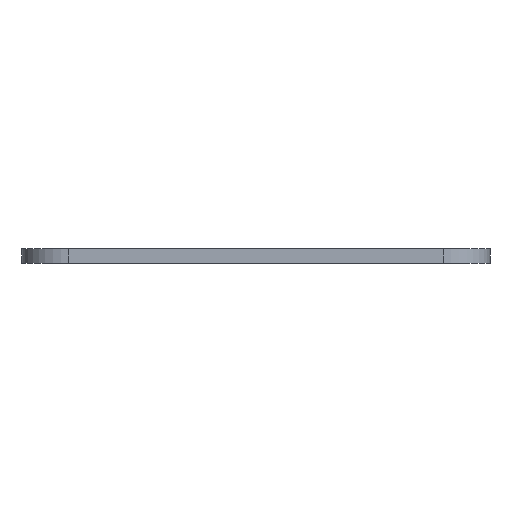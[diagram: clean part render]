
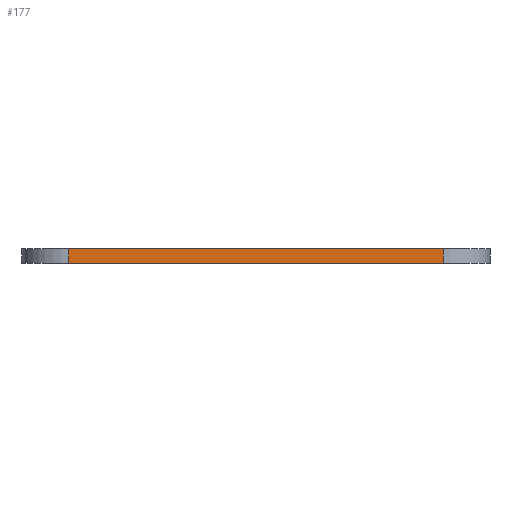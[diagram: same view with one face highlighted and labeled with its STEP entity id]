
A CAD part, left-side view. The second image highlights one B-rep face of the part: STEP entity #177.
In plain terms, the highlighted planar face has unit normal (-1, 0, 0).
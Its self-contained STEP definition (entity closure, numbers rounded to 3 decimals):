
#19 = DIRECTION ( 'NONE',  ( 0., 0., -1. ) ) ;
#31 = CARTESIAN_POINT ( 'NONE',  ( -85., 40., 0. ) ) ;
#36 = DIRECTION ( 'NONE',  ( 0., -1., 0. ) ) ;
#116 = PLANE ( 'NONE',  #914 ) ;
#150 = VERTEX_POINT ( 'NONE', #741 ) ;
#173 = DIRECTION ( 'NONE',  ( 0., 1., 0. ) ) ;
#177 = ADVANCED_FACE ( 'NONE', ( #553 ), #116, .F. ) ;
#199 = EDGE_CURVE ( 'NONE', #994, #1132, #1143, .T. ) ;
#242 = CARTESIAN_POINT ( 'NONE',  ( -85., -40., 3. ) ) ;
#248 = DIRECTION ( 'NONE',  ( 0., 0., -1. ) ) ;
#268 = DIRECTION ( 'NONE',  ( 0., -1., 0. ) ) ;
#290 = VECTOR ( 'NONE', #36, 1000. ) ;
#293 = CARTESIAN_POINT ( 'NONE',  ( -85., -40., 3. ) ) ;
#295 = EDGE_CURVE ( 'NONE', #1132, #597, #345, .T. ) ;
#298 = DIRECTION ( 'NONE',  ( 1., 0., 0. ) ) ;
#345 = LINE ( 'NONE', #242, #1119 ) ;
#480 = CARTESIAN_POINT ( 'NONE',  ( -85., 40., 3. ) ) ;
#553 = FACE_OUTER_BOUND ( 'NONE', #1048, .T. ) ;
#566 = CARTESIAN_POINT ( 'NONE',  ( -85., 40., 3. ) ) ;
#569 = VECTOR ( 'NONE', #19, 1000. ) ;
#596 = ORIENTED_EDGE ( 'NONE', *, *, #295, .F. ) ;
#597 = VERTEX_POINT ( 'NONE', #840 ) ;
#621 = CARTESIAN_POINT ( 'NONE',  ( -85., 40., 3. ) ) ;
#670 = VECTOR ( 'NONE', #268, 1000. ) ;
#731 = CARTESIAN_POINT ( 'NONE',  ( -85., 40., 3. ) ) ;
#741 = CARTESIAN_POINT ( 'NONE',  ( -85., 40., 0. ) ) ;
#758 = LINE ( 'NONE', #480, #569 ) ;
#771 = EDGE_CURVE ( 'NONE', #994, #150, #758, .T. ) ;
#778 = ORIENTED_EDGE ( 'NONE', *, *, #846, .T. ) ;
#840 = CARTESIAN_POINT ( 'NONE',  ( -85., -40., 0. ) ) ;
#846 = EDGE_CURVE ( 'NONE', #150, #597, #850, .T. ) ;
#850 = LINE ( 'NONE', #31, #290 ) ;
#868 = ORIENTED_EDGE ( 'NONE', *, *, #771, .T. ) ;
#914 = AXIS2_PLACEMENT_3D ( 'NONE', #731, #298, #173 ) ;
#994 = VERTEX_POINT ( 'NONE', #566 ) ;
#1048 = EDGE_LOOP ( 'NONE', ( #778, #596, #1079, #868 ) ) ;
#1079 = ORIENTED_EDGE ( 'NONE', *, *, #199, .F. ) ;
#1119 = VECTOR ( 'NONE', #248, 1000. ) ;
#1132 = VERTEX_POINT ( 'NONE', #293 ) ;
#1143 = LINE ( 'NONE', #621, #670 ) ;
